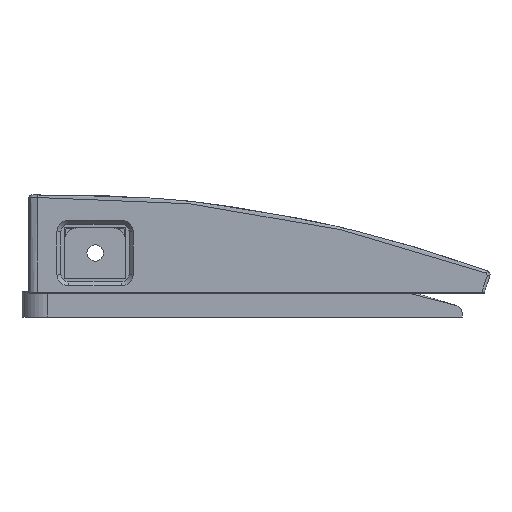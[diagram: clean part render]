
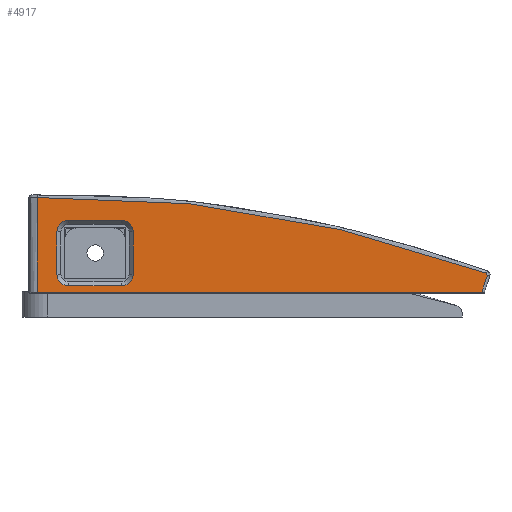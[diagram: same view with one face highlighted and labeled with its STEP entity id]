
A CAD part, left-side view. The second image highlights one B-rep face of the part: STEP entity #4917.
In plain terms, the highlighted planar face has unit normal (-1, 0, 0).
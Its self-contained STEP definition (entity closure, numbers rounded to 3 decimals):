
#163=CIRCLE('',#5264,2.731);
#164=CIRCLE('',#5265,2.731);
#165=CIRCLE('',#5266,2.731);
#166=CIRCLE('',#5267,2.731);
#364=FACE_BOUND('',#726,.T.);
#452=FACE_OUTER_BOUND('',#725,.T.);
#725=EDGE_LOOP('',(#3422,#3423,#3424,#3425,#3426));
#726=EDGE_LOOP('',(#3427,#3428,#3429,#3430,#3431,#3432,#3433,#3434));
#1028=B_SPLINE_CURVE_WITH_KNOTS('',3,(#7704,#7705,#7706,#7707,#7708),
 .UNSPECIFIED.,.F.,.F.,(4,1,4),(0.,0.035,0.062),
 .UNSPECIFIED.);
#1030=B_SPLINE_CURVE_WITH_KNOTS('',3,(#7783,#7784,#7785,#7786,#7787,#7788,
#7789,#7790,#7791,#7792,#7793,#7794),.UNSPECIFIED.,.F.,.F.,(4,2,2,2,2,4),
(0.,0.949,5.804,10.336,
10.477,10.706),.UNSPECIFIED.);
#1138=LINE('',#7665,#1594);
#1139=LINE('',#7670,#1595);
#1141=LINE('',#7676,#1597);
#1142=LINE('',#7830,#1598);
#1143=LINE('',#7834,#1599);
#1144=LINE('',#7838,#1600);
#1145=LINE('',#7842,#1601);
#1594=VECTOR('',#5806,10.);
#1595=VECTOR('',#5811,10.);
#1597=VECTOR('',#5819,10.);
#1598=VECTOR('',#5828,10.);
#1599=VECTOR('',#5831,10.);
#1600=VECTOR('',#5834,10.);
#1601=VECTOR('',#5837,10.);
#2068=VERTEX_POINT('',#7614);
#2074=VERTEX_POINT('',#7658);
#2075=VERTEX_POINT('',#7667);
#2077=VERTEX_POINT('',#7674);
#2078=VERTEX_POINT('',#7702);
#2081=VERTEX_POINT('',#7828);
#2082=VERTEX_POINT('',#7829);
#2083=VERTEX_POINT('',#7831);
#2084=VERTEX_POINT('',#7833);
#2085=VERTEX_POINT('',#7835);
#2086=VERTEX_POINT('',#7837);
#2087=VERTEX_POINT('',#7839);
#2088=VERTEX_POINT('',#7841);
#2593=EDGE_CURVE('',#2068,#2074,#1138,.T.);
#2595=EDGE_CURVE('',#2068,#2075,#1139,.T.);
#2599=EDGE_CURVE('',#2077,#2075,#1141,.T.);
#2601=EDGE_CURVE('',#2078,#2077,#1028,.T.);
#2604=EDGE_CURVE('',#2074,#2078,#1030,.T.);
#2607=EDGE_CURVE('',#2081,#2082,#1142,.T.);
#2608=EDGE_CURVE('',#2083,#2081,#163,.T.);
#2609=EDGE_CURVE('',#2084,#2083,#1143,.T.);
#2610=EDGE_CURVE('',#2085,#2084,#164,.T.);
#2611=EDGE_CURVE('',#2086,#2085,#1144,.T.);
#2612=EDGE_CURVE('',#2087,#2086,#165,.T.);
#2613=EDGE_CURVE('',#2088,#2087,#1145,.T.);
#2614=EDGE_CURVE('',#2082,#2088,#166,.T.);
#3422=ORIENTED_EDGE('',*,*,#2599,.F.);
#3423=ORIENTED_EDGE('',*,*,#2601,.F.);
#3424=ORIENTED_EDGE('',*,*,#2604,.F.);
#3425=ORIENTED_EDGE('',*,*,#2593,.F.);
#3426=ORIENTED_EDGE('',*,*,#2595,.T.);
#3427=ORIENTED_EDGE('',*,*,#2607,.F.);
#3428=ORIENTED_EDGE('',*,*,#2608,.F.);
#3429=ORIENTED_EDGE('',*,*,#2609,.F.);
#3430=ORIENTED_EDGE('',*,*,#2610,.F.);
#3431=ORIENTED_EDGE('',*,*,#2611,.F.);
#3432=ORIENTED_EDGE('',*,*,#2612,.F.);
#3433=ORIENTED_EDGE('',*,*,#2613,.F.);
#3434=ORIENTED_EDGE('',*,*,#2614,.F.);
#4747=PLANE('',#5263);
#4917=ADVANCED_FACE('',(#452,#364),#4747,.T.);
#5263=AXIS2_PLACEMENT_3D('',#7827,#5826,#5827);
#5264=AXIS2_PLACEMENT_3D('',#7832,#5829,#5830);
#5265=AXIS2_PLACEMENT_3D('',#7836,#5832,#5833);
#5266=AXIS2_PLACEMENT_3D('',#7840,#5835,#5836);
#5267=AXIS2_PLACEMENT_3D('',#7843,#5838,#5839);
#5806=DIRECTION('',(0.,0.,1.));
#5811=DIRECTION('',(0.,-1.,0.));
#5819=DIRECTION('',(0.,0.318,-0.948));
#5826=DIRECTION('center_axis',(-1.,0.,0.));
#5827=DIRECTION('ref_axis',(0.,-1.,0.));
#5828=DIRECTION('',(0.,0.,-1.));
#5829=DIRECTION('center_axis',(-1.,0.,0.));
#5830=DIRECTION('ref_axis',(0.,0.707,0.707));
#5831=DIRECTION('',(0.,1.,0.));
#5832=DIRECTION('center_axis',(-1.,0.,0.));
#5833=DIRECTION('ref_axis',(0.,-0.707,0.707));
#5834=DIRECTION('',(0.,0.,1.));
#5835=DIRECTION('center_axis',(-1.,0.,0.));
#5836=DIRECTION('ref_axis',(0.,-0.707,-0.707));
#5837=DIRECTION('',(0.,-1.,0.));
#5838=DIRECTION('center_axis',(-1.,0.,0.));
#5839=DIRECTION('ref_axis',(0.,0.707,-0.707));
#7614=CARTESIAN_POINT('',(-32.591,59.5,45.826));
#7658=CARTESIAN_POINT('',(-32.591,59.5,68.));
#7665=CARTESIAN_POINT('',(-32.591,59.5,54.036));
#7667=CARTESIAN_POINT('',(-32.591,-44.539,45.826));
#7670=CARTESIAN_POINT('',(-32.591,-41.991,45.826));
#7674=CARTESIAN_POINT('',(-32.591,-45.864,49.776));
#7676=CARTESIAN_POINT('',(-32.591,-44.309,45.14));
#7702=CARTESIAN_POINT('',(-32.591,-45.62,50.28));
#7704=CARTESIAN_POINT('Ctrl Pts',(-32.591,-45.62,50.28));
#7705=CARTESIAN_POINT('Ctrl Pts',(-32.591,-45.731,50.24));
#7706=CARTESIAN_POINT('Ctrl Pts',(-32.591,-45.89,50.079));
#7707=CARTESIAN_POINT('Ctrl Pts',(-32.591,-45.892,49.86));
#7708=CARTESIAN_POINT('Ctrl Pts',(-32.591,-45.864,49.776));
#7783=CARTESIAN_POINT('Ctrl Pts',(-32.591,59.5,68.));
#7784=CARTESIAN_POINT('Ctrl Pts',(-32.591,56.337,68.));
#7785=CARTESIAN_POINT('Ctrl Pts',(-32.591,53.172,68.));
#7786=CARTESIAN_POINT('Ctrl Pts',(-32.591,33.768,68.004));
#7787=CARTESIAN_POINT('Ctrl Pts',(-32.591,17.564,66.237));
#7788=CARTESIAN_POINT('Ctrl Pts',(-32.591,-13.169,60.428));
#7789=CARTESIAN_POINT('Ctrl Pts',(-32.591,-27.886,56.569));
#7790=CARTESIAN_POINT('Ctrl Pts',(-32.591,-42.579,51.371));
#7791=CARTESIAN_POINT('Ctrl Pts',(-32.591,-43.022,51.213));
#7792=CARTESIAN_POINT('Ctrl Pts',(-32.591,-44.183,50.796));
#7793=CARTESIAN_POINT('Ctrl Pts',(-32.591,-44.901,50.538));
#7794=CARTESIAN_POINT('Ctrl Pts',(-32.591,-45.62,50.28));
#7827=CARTESIAN_POINT('Origin',(-32.591,1.111,54.036));
#7828=CARTESIAN_POINT('',(-32.591,54.931,59.95));
#7829=CARTESIAN_POINT('',(-32.591,54.931,50.05));
#7830=CARTESIAN_POINT('',(-32.591,54.931,56.993));
#7831=CARTESIAN_POINT('',(-32.591,52.2,62.681));
#7832=CARTESIAN_POINT('Origin',(-32.591,52.2,59.95));
#7833=CARTESIAN_POINT('',(-32.591,39.8,62.681));
#7834=CARTESIAN_POINT('',(-32.591,20.455,62.681));
#7835=CARTESIAN_POINT('',(-32.591,37.069,59.95));
#7836=CARTESIAN_POINT('Origin',(-32.591,39.8,59.95));
#7837=CARTESIAN_POINT('',(-32.591,37.069,50.05));
#7838=CARTESIAN_POINT('',(-32.591,37.069,52.043));
#7839=CARTESIAN_POINT('',(-32.591,39.8,47.319));
#7840=CARTESIAN_POINT('Origin',(-32.591,39.8,50.05));
#7841=CARTESIAN_POINT('',(-32.591,52.2,47.319));
#7842=CARTESIAN_POINT('',(-32.591,26.655,47.319));
#7843=CARTESIAN_POINT('Origin',(-32.591,52.2,50.05));
